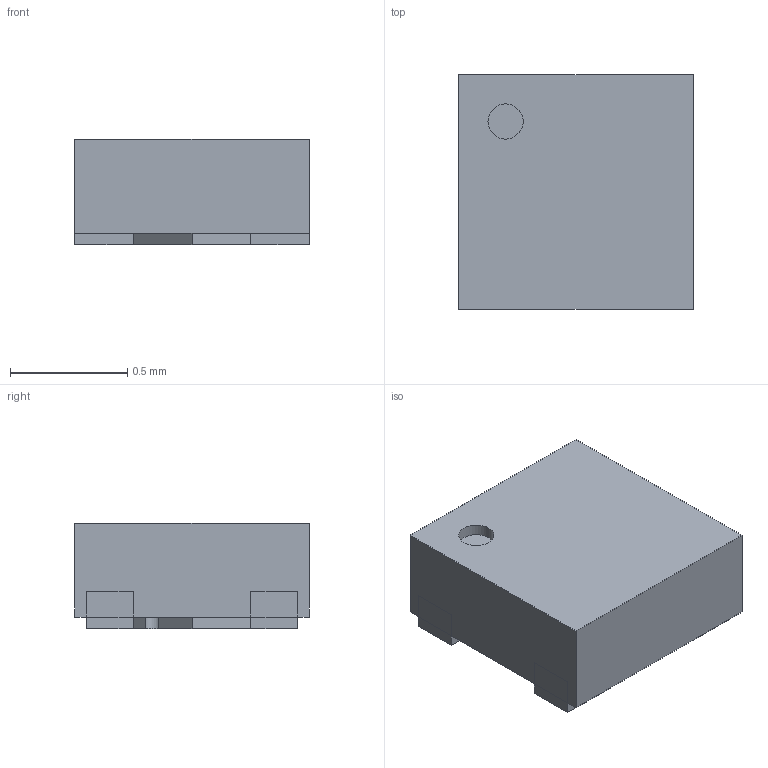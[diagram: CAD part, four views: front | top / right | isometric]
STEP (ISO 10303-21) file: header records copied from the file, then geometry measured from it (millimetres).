
FILE_DESCRIPTION(('FreeCAD Model'),'2;1');
FILE_NAME('Open CASCADE Shape Model','2022-02-15T12:52:50',('Author'),( ''),'Open CASCADE STEP processor 7.5','FreeCAD','Unknown');
FILE_SCHEMA(('AUTOMOTIVE_DESIGN { 1 0 10303 214 1 1 1 1 }'));
Length unit declared in the file: millimetre
Products named in the file (1): Pocket
Bounding box: 1 x 1 x 0.45 mm (x, y, z)
Volume: 0.4 mm3; surface area: 3.9 mm2
Topology: 1 solids, 1 shells, 43 faces, 109 edges, 70 vertices
Faces by surface type: plane 41, cylinder 2
Full cylindrical faces by diameter (mm): 0.15 x1
Entity records: 2968 total; most frequent: CARTESIAN_POINT 489, DIRECTION 376, LINE 277, VECTOR 277, ORIENTED_EDGE 218, PCURVE 218, DEFINITIONAL_REPRESENTATION 218, EDGE_CURVE 109
